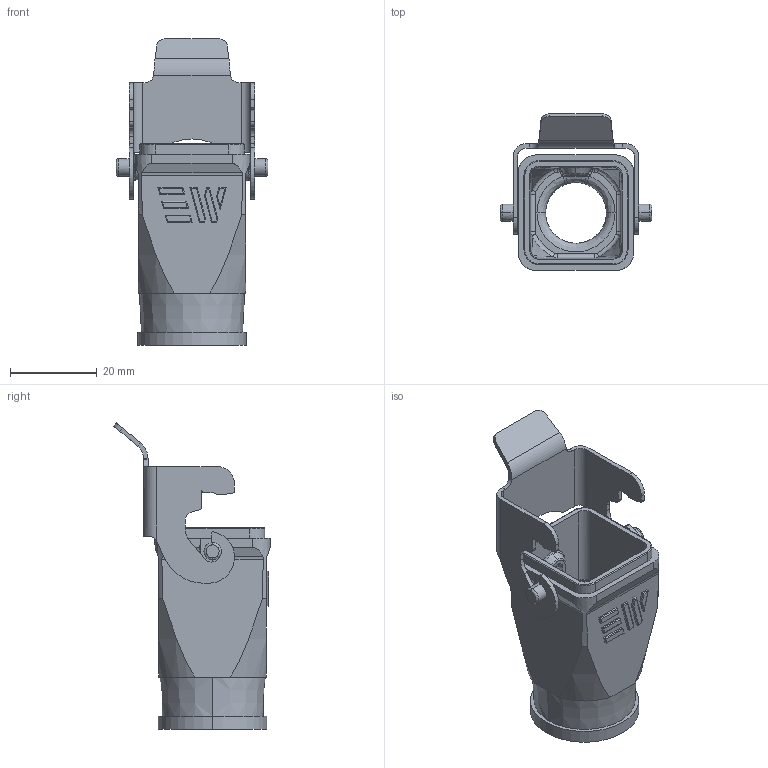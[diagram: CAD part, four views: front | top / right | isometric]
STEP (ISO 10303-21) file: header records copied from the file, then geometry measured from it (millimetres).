
FILE_DESCRIPTION (( 'STEP AP203' ), '1' );
FILE_NAME ('290153105S.step', '2025-02-12T17:37:50', ( '' ), ( '' ), 'SwSTEP 2.0', 'SolidWorks 2024', '' );
FILE_SCHEMA (( 'CONFIG_CONTROL_DESIGN' ));
Length unit declared in the file: inch
Products named in the file (1): 290153105S
Bounding box: 35 x 36.08 x 70.65 mm (x, y, z)
Volume: 10806.6 mm3; surface area: 11395.8 mm2
Topology: 1 solids, 1 shells, 306 faces, 773 edges, 480 vertices
Faces by surface type: cylinder 122, plane 111, bspline 55, cone 18
Entity records: 11187 total; most frequent: CARTESIAN_POINT 4222, ORIENTED_EDGE 1546, DIRECTION 1318, EDGE_CURVE 773, VERTEX_POINT 480, AXIS2_PLACEMENT_3D 466, LINE 386, VECTOR 386
